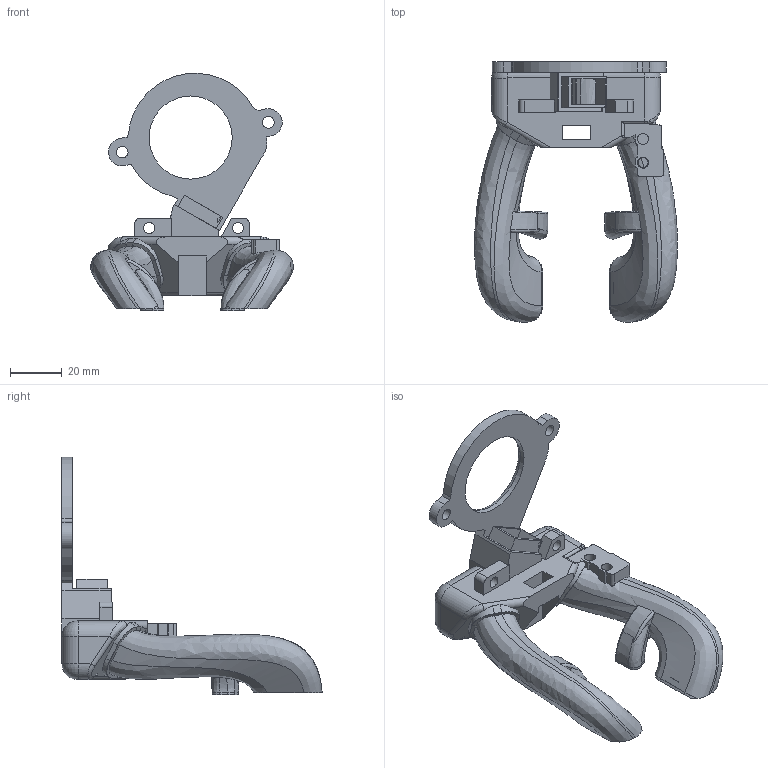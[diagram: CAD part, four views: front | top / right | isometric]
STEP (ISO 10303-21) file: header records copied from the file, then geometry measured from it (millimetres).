
FILE_DESCRIPTION(/* description */ ('STEP AP242','CAx-IF Rec.Pracs.---Representation and Presentation of Product Manufacturing Information (PMI)---4.0---2014-10-13','CAx-IF Rec.Pracs.---3D Tessellated Geometry---0.4---2014-09-14','2;1'),/* implementation_level */ '2;1');
FILE_NAME(/* name */ '667c459e6ac6e471c47638c5',/* time_stamp */ '2024-06-26T16:45:19Z',/* author */ (''),/* organization */ (''),/* preprocessor_version */ 'ST-DEVELOPER v20',/* originating_system */ ' ',/* authorisation */ ' ');
FILE_SCHEMA (('AP242_MANAGED_MODEL_BASED_3D_ENGINEERING_MIM_LF { 1 0 10303 442 1 1 4 }'));
Length unit declared in the file: metre
Products named in the file (1): voron frank PCF Ducts
Bounding box: 78.05 x 100.1 x 91.3 mm (x, y, z)
Volume: 55571.1 mm3; surface area: 33054.6 mm2
Topology: 1 solids, 1 shells, 448 faces, 1250 edges, 806 vertices
Faces by surface type: plane 216, bspline 121, cylinder 96, torus 12, sphere 3
Full cylindrical faces by diameter (mm): 3.84 x1, 4.3 x6, 4.5 x2, 32 x1
Entity records: 18285 total; most frequent: CARTESIAN_POINT 7945, ORIENTED_EDGE 2462, DIRECTION 1662, EDGE_CURVE 1231, VERTEX_POINT 802, AXIS2_PLACEMENT_3D 559, LINE 544, VECTOR 544
